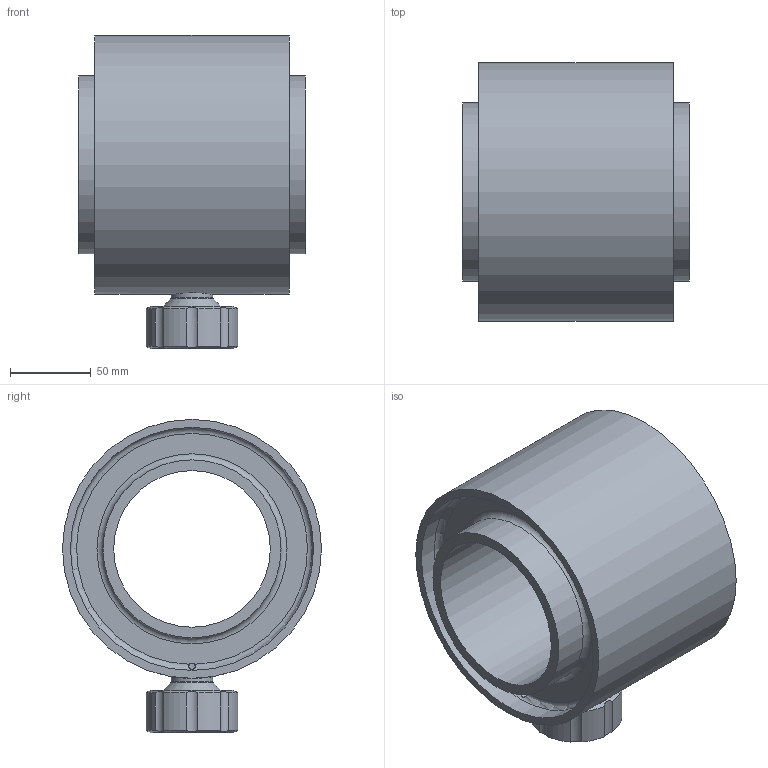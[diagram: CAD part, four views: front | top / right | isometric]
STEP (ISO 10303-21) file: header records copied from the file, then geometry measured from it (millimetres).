
FILE_DESCRIPTION(/* description */ ('STEP AP203'),/* implementation_level */ '2;1');
FILE_NAME(/* name */ 'AGRU_70196161137_Poly-Flo Measuring Fitting_one side leakage control_PE 100-RC black_160_110 SDR33_17 (architecture400)',/* time_stamp */ '2022-10-25T13:00:41+02:00',/* author */ ('License CC BY-ND 4.0'),/* organization */ ('CADENAS'),/* preprocessor_version */ 'ST-DEVELOPER v18.102',/* originating_system */ 'PARTsolutions',/* authorisation */ ' ');
FILE_SCHEMA (('CONFIG_CONTROL_DESIGN'));
Length unit declared in the file: millimetre
Products named in the file (1): AGRU_70196161137_Poly-Flo Measuring Fitting_one side leakage control_
PE 100-RC black_160/110  SDR33/17 (architecture400)
Bounding box: 140 x 160 x 193.5 mm (x, y, z)
Volume: 1374399.6 mm3; surface area: 169935.7 mm2
Topology: 1 solids, 1 shells, 44 faces, 102 edges, 65 vertices
Faces by surface type: cylinder 26, plane 10, torus 5, cone 3
Full cylindrical faces by diameter (mm): 4 x1, 20 x1, 25.7 x1, 38.952 x1, 96.8 x1, 110 x2, 150.2 x2, 160 x1
Entity records: 1243 total; most frequent: CARTESIAN_POINT 317, DIRECTION 190, ORIENTED_EDGE 154, AXIS2_PLACEMENT_3D 87, EDGE_CURVE 77, EDGE_LOOP 72, FACE_BOUND 72, VERTEX_POINT 59
